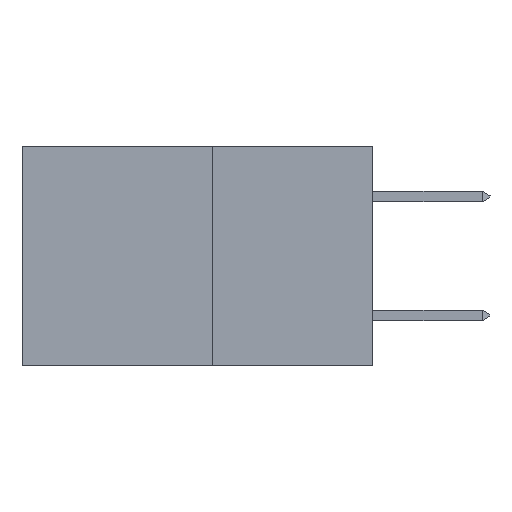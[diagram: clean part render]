
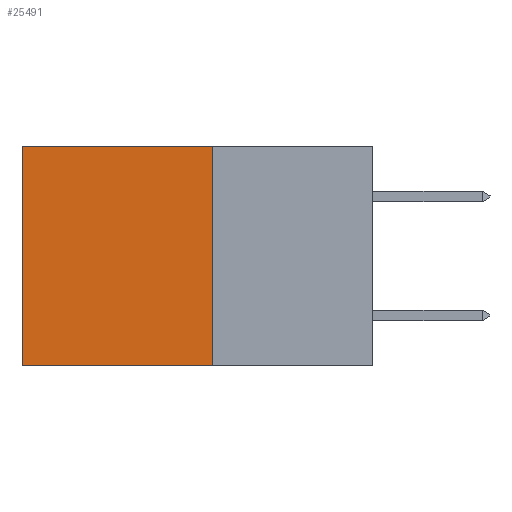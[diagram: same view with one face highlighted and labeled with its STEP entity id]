
A CAD part, left-side view. The second image highlights one B-rep face of the part: STEP entity #25491.
In plain terms, the highlighted planar face has unit normal (-1, 0, 0).
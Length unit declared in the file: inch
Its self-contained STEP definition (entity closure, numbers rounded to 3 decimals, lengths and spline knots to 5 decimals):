
#631 = VERTEX_POINT ( 'NONE', #6294 ) ;
#644 = VERTEX_POINT ( 'NONE', #19139 ) ;
#1883 = EDGE_LOOP ( 'NONE', ( #32009, #17881, #20512, #12361 ) ) ;
#3443 = DIRECTION ( 'NONE',  ( 1., 0., 0. ) ) ;
#4251 = VERTEX_POINT ( 'NONE', #17128 ) ;
#5284 = VECTOR ( 'NONE', #6932, 39.37008 ) ;
#6080 = LINE ( 'NONE', #9333, #25811 ) ;
#6294 = CARTESIAN_POINT ( 'NONE',  ( 0.277, 0.27, 0. ) ) ;
#6932 = DIRECTION ( 'NONE',  ( 0., 0., -1. ) ) ;
#8481 = DIRECTION ( 'NONE',  ( 0., 1., 0. ) ) ;
#9021 = EDGE_CURVE ( 'NONE', #631, #644, #17724, .T. ) ;
#9333 = CARTESIAN_POINT ( 'NONE',  ( 0.277, 0.27, 0. ) ) ;
#12361 = ORIENTED_EDGE ( 'NONE', *, *, #27664, .T. ) ;
#14568 = DIRECTION ( 'NONE',  ( 0., 1., 0. ) ) ;
#16896 = VECTOR ( 'NONE', #17399, 39.37008 ) ;
#17128 = CARTESIAN_POINT ( 'NONE',  ( 0.277, 0.59, -0.37 ) ) ;
#17271 = CARTESIAN_POINT ( 'NONE',  ( 0.277, 0.59, 0. ) ) ;
#17399 = DIRECTION ( 'NONE',  ( 0., 0., -1. ) ) ;
#17697 = VERTEX_POINT ( 'NONE', #17271 ) ;
#17724 = LINE ( 'NONE', #27487, #16896 ) ;
#17881 = ORIENTED_EDGE ( 'NONE', *, *, #32562, .F. ) ;
#19139 = CARTESIAN_POINT ( 'NONE',  ( 0.277, 0.27, -0.37 ) ) ;
#20512 = ORIENTED_EDGE ( 'NONE', *, *, #9021, .F. ) ;
#21301 = CARTESIAN_POINT ( 'NONE',  ( 0.277, 0.27, -0.37 ) ) ;
#21593 = DIRECTION ( 'NONE',  ( 0., 0., -1. ) ) ;
#22321 = VECTOR ( 'NONE', #8481, 39.37008 ) ;
#22436 = EDGE_CURVE ( 'NONE', #17697, #4251, #30888, .T. ) ;
#22440 = CARTESIAN_POINT ( 'NONE',  ( 0.277, 0.59, -0.37 ) ) ;
#22896 = FACE_OUTER_BOUND ( 'NONE', #1883, .T. ) ;
#24372 = AXIS2_PLACEMENT_3D ( 'NONE', #26527, #3443, #21593 ) ;
#25491 = ADVANCED_FACE ( 'NONE', ( #22896 ), #31529, .F. ) ;
#25811 = VECTOR ( 'NONE', #14568, 39.37008 ) ;
#26527 = CARTESIAN_POINT ( 'NONE',  ( 0.277, 0.27, -0.37 ) ) ;
#27487 = CARTESIAN_POINT ( 'NONE',  ( 0.277, 0.27, -0.37 ) ) ;
#27664 = EDGE_CURVE ( 'NONE', #631, #17697, #6080, .T. ) ;
#28963 = LINE ( 'NONE', #21301, #22321 ) ;
#30888 = LINE ( 'NONE', #22440, #5284 ) ;
#31529 = PLANE ( 'NONE',  #24372 ) ;
#32009 = ORIENTED_EDGE ( 'NONE', *, *, #22436, .T. ) ;
#32562 = EDGE_CURVE ( 'NONE', #644, #4251, #28963, .T. ) ;
